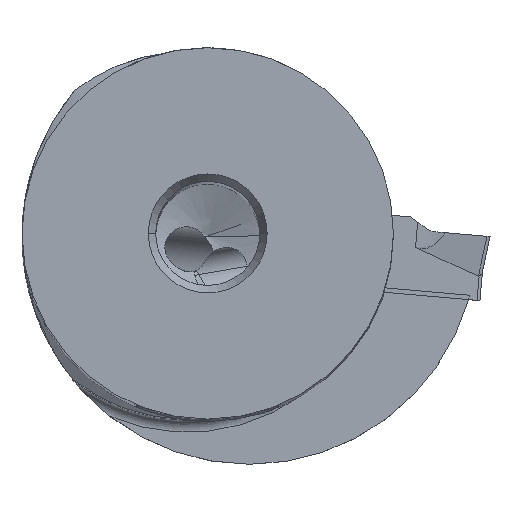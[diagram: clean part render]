
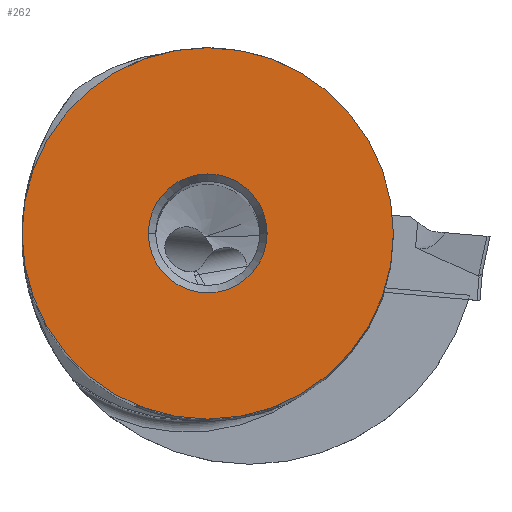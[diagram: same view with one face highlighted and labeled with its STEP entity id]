
A CAD part, top view. The second image highlights one B-rep face of the part: STEP entity #262.
In plain terms, the highlighted planar face has unit normal (0, 0, 1).
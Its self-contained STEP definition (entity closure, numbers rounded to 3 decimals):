
#67=FACE_BOUND('',#558,.T.);
#68=FACE_BOUND('',#559,.T.);
#262=ADVANCED_FACE('',(#67,#68),#321,.T.);
#321=PLANE('',#2928);
#558=EDGE_LOOP('',(#1232,#1233));
#559=EDGE_LOOP('',(#1234,#1235));
#1232=ORIENTED_EDGE('',*,*,#1936,.T.);
#1233=ORIENTED_EDGE('',*,*,#1930,.T.);
#1234=ORIENTED_EDGE('',*,*,#1942,.T.);
#1235=ORIENTED_EDGE('',*,*,#1943,.T.);
#1571=VERTEX_POINT('',#5608);
#1572=VERTEX_POINT('',#5610);
#1582=VERTEX_POINT('',#5634);
#1583=VERTEX_POINT('',#5635);
#1930=EDGE_CURVE('',#1572,#1571,#2225,.T.);
#1936=EDGE_CURVE('',#1571,#1572,#2226,.T.);
#1942=EDGE_CURVE('',#1582,#1583,#2227,.T.);
#1943=EDGE_CURVE('',#1583,#1582,#2228,.T.);
#2225=CIRCLE('',#2917,12.5);
#2226=CIRCLE('',#2921,12.5);
#2227=CIRCLE('',#2926,4.);
#2228=CIRCLE('',#2927,4.);
#2917=AXIS2_PLACEMENT_3D('',#5609,#3505,#3506);
#2921=AXIS2_PLACEMENT_3D('',#5621,#3516,#3517);
#2926=AXIS2_PLACEMENT_3D('',#5633,#3528,#3529);
#2927=AXIS2_PLACEMENT_3D('',#5636,#3530,#3531);
#2928=AXIS2_PLACEMENT_3D('',#5637,#3532,#3533);
#3505=DIRECTION('',(0.,0.,1.));
#3506=DIRECTION('',(1.,0.,0.));
#3516=DIRECTION('',(0.,0.,1.));
#3517=DIRECTION('',(-1.,0.,0.));
#3528=DIRECTION('',(0.,0.,-1.));
#3529=DIRECTION('',(-1.,0.,0.));
#3530=DIRECTION('',(0.,0.,-1.));
#3531=DIRECTION('',(1.,0.,0.));
#3532=DIRECTION('',(0.,0.,1.));
#3533=DIRECTION('',(-1.,0.,0.));
#5608=CARTESIAN_POINT('',(-12.5,0.,0.));
#5609=CARTESIAN_POINT('',(0.,0.,0.));
#5610=CARTESIAN_POINT('',(12.5,0.,0.));
#5621=CARTESIAN_POINT('',(0.,0.,0.));
#5633=CARTESIAN_POINT('',(0.,0.,0.));
#5634=CARTESIAN_POINT('',(-4.,0.,0.));
#5635=CARTESIAN_POINT('',(4.,0.,0.));
#5636=CARTESIAN_POINT('',(0.,0.,0.));
#5637=CARTESIAN_POINT('',(0.,0.,0.));
